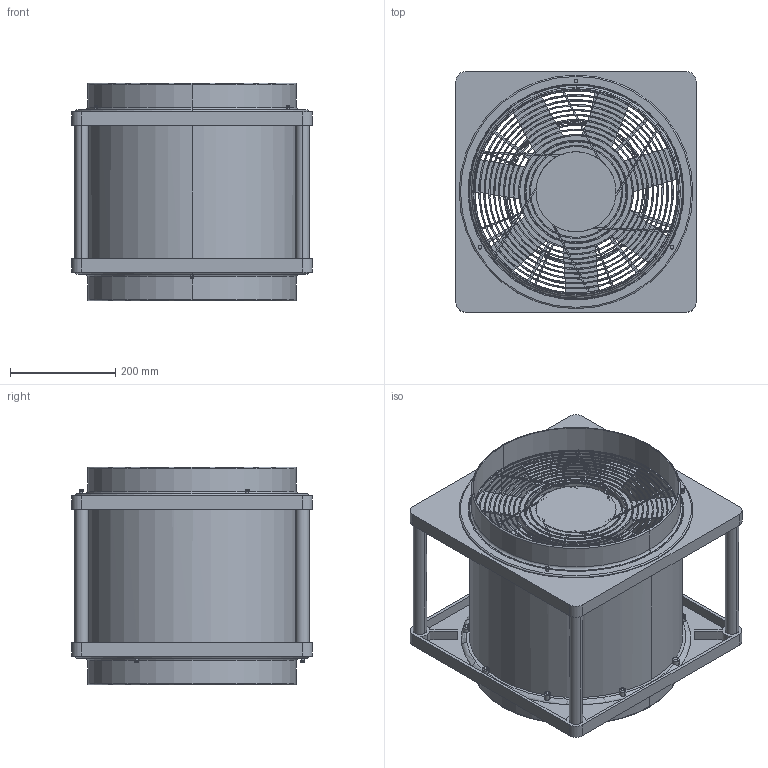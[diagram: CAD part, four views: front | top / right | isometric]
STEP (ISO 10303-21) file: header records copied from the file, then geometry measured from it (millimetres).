
FILE_DESCRIPTION (( 'STEP AP203' ), '1' );
FILE_NAME ('EPF-E16-4450.STEP', '2016-06-04T02:06:12', ( 'JB' ), ( '' ), 'SwSTEP 2.0', 'SolidWorks 2013', '' );
FILE_SCHEMA (( 'CONFIG_CONTROL_DESIGN' ));
Length unit declared in the file: inch
Products named in the file (6): guard2; EPF-E16-4450; Fan Housing; Fan; rim; guard
Assembly tree (6 placements, depth 2):
  EPF-E16-4450
    Fan Housing
    Fan
    rim  x2
    guard
    guard2
Bounding box: 457.2 x 457.2 x 414.02 mm (x, y, z)
Volume: 13359918.1 mm3; surface area: 2406622.9 mm2
Topology: 6 solids, 6 shells, 759 faces, 2227 edges, 1318 vertices
Faces by surface type: plane 479, cylinder 212, torus 68
Entity records: 26225 total; most frequent: CARTESIAN_POINT 5348, DIRECTION 4553, ORIENTED_EDGE 4298, EDGE_CURVE 2149, AXIS2_PLACEMENT_3D 1737, VERTEX_POINT 1270, VECTOR 1079, LINE 1079
